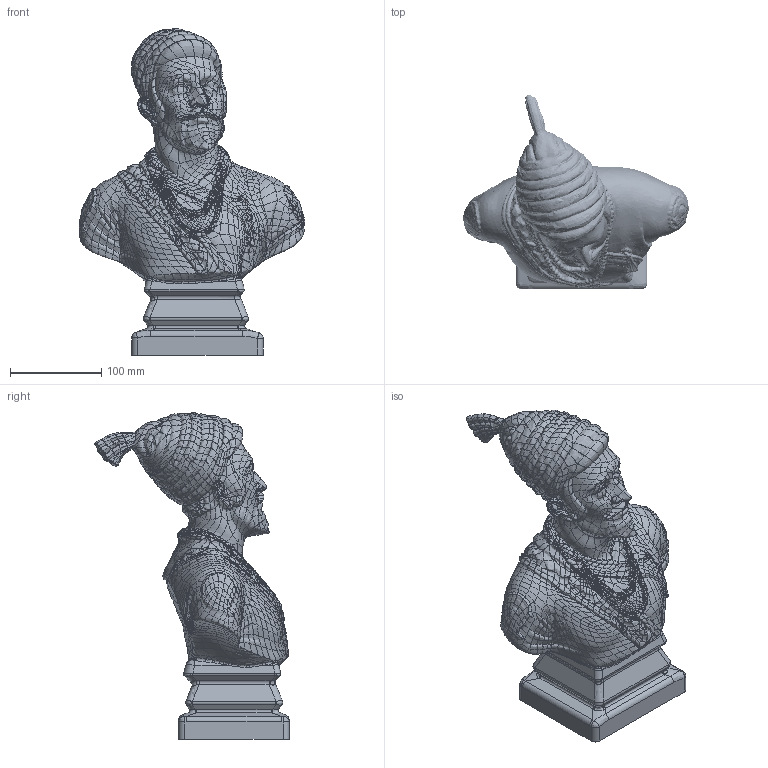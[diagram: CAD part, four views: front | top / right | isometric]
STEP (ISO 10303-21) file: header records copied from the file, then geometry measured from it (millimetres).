
FILE_DESCRIPTION(('FreeCAD Model'),'2;1');
FILE_NAME('Open CASCADE Shape Model','2025-05-04T14:27:18',('FreeCAD'),( 'FreeCAD'),'Open CASCADE STEP processor 7.6','FreeCAD','Unknown');
FILE_SCHEMA(('AUTOMOTIVE_DESIGN { 1 0 10303 214 1 1 1 1 }'));
Products named in the file (1): Open CASCADE STEP translator 7.6 1
Bounding box: 247.86 x 213.14 x 358.65 mm (x, y, z)
Volume: 3981444.7 mm3; surface area: 200749.8 mm2
Topology: 1 solids, 1 shells, 3894 faces, 7861 edges, 3968 vertices
Faces by surface type: bspline 3894
Entity records: 665654 total; most frequent: CARTESIAN_POINT 615049, ORIENTED_EDGE 15720, EDGE_CURVE 7860, B_SPLINE_CURVE_WITH_KNOTS 7648, VERTEX_POINT 3968, ADVANCED_FACE 3894, FACE_BOUND 3894, EDGE_LOOP 3894
